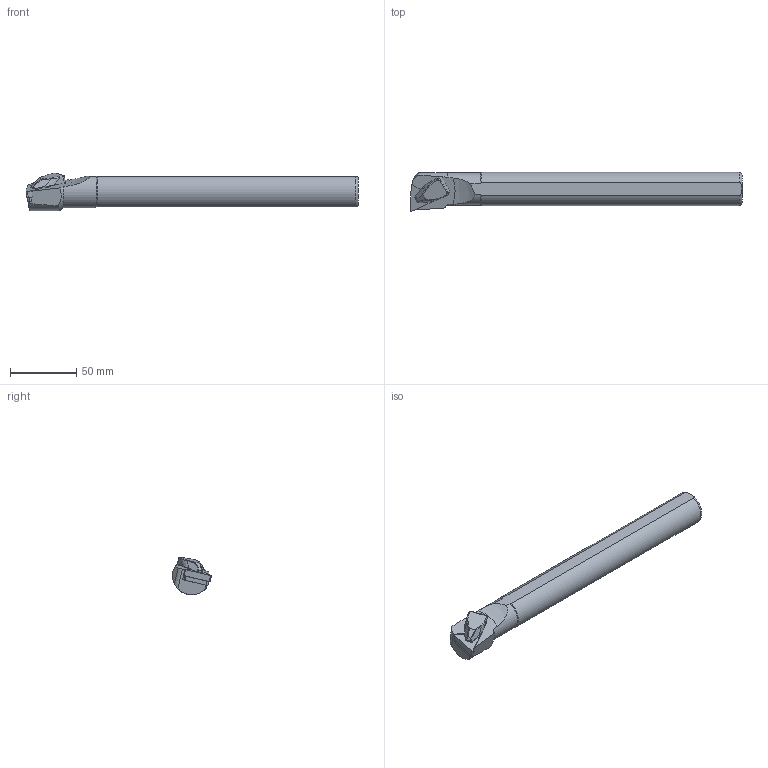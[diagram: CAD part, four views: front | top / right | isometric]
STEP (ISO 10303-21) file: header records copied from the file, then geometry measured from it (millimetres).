
FILE_DESCRIPTION(/* description */ (''),/* implementation_level */ '2;1');
FILE_NAME(/* name */ 'S25S-TTUNR-22.stp',/* time_stamp */ '2023-10-06T17:45:58+03:00',/* author */ (''),/* organization */ (''),/* preprocessor_version */ 'ST-DEVELOPER v19.4',/* originating_system */ 'SIEMENS PLM Software NX2306.3001',/* authorisation */ '');
FILE_SCHEMA (('AUTOMOTIVE_DESIGN { 1 0 10303 214 3 1 1 1 }'));
Length unit declared in the file: millimetre
Products named in the file (1): S25S-TTUNR-22
Bounding box: 250 x 29.5 x 28.35 mm (x, y, z)
Volume: 117536.2 mm3; surface area: 21794.3 mm2
Topology: 2 solids, 2 shells, 100 faces, 246 edges, 151 vertices
Faces by surface type: cylinder 44, plane 36, bspline 12, cone 3, torus 3, sphere 2
Full cylindrical faces by diameter (mm): 4.4 x1, 6.4 x1
Entity records: 3931 total; most frequent: CARTESIAN_POINT 1565, DIRECTION 508, ORIENTED_EDGE 478, EDGE_CURVE 239, AXIS2_PLACEMENT_3D 196, VERTEX_POINT 150, LINE 116, VECTOR 116
